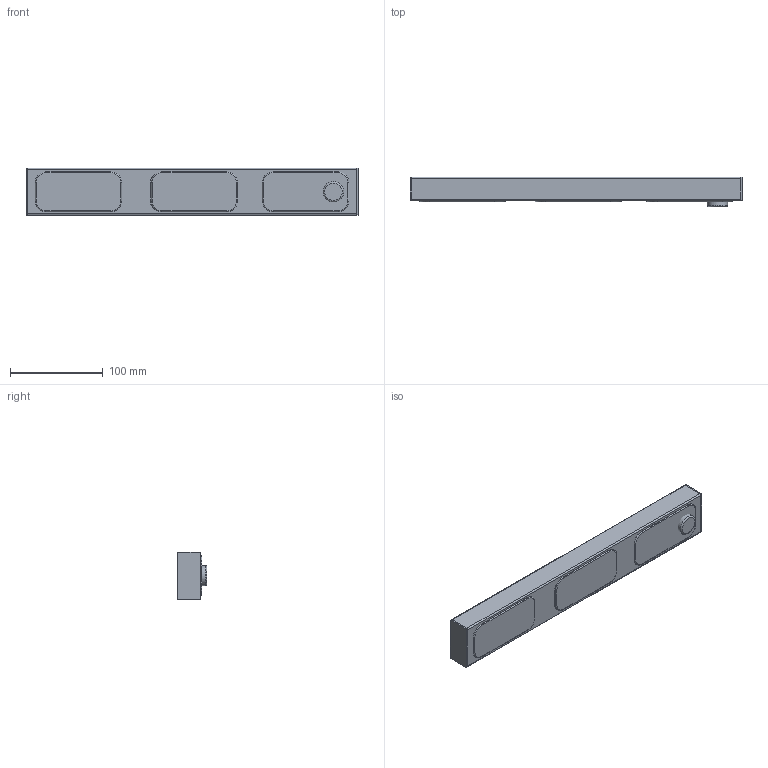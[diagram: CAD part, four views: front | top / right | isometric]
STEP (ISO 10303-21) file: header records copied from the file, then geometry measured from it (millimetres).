
FILE_DESCRIPTION(/* description */ (''),/* implementation_level */ '2;1');
FILE_NAME(/* name */ 'BTTF Clock.step',/* time_stamp */ '2017-02-28T22:53:21+13:00',/* author */ (''),/* organization */ (''),/* preprocessor_version */ 'ST-DEVELOPER v16.5',/* originating_system */ 'Autodesk Translation Framework v5.2.0.2920',/* authorisation */ '');
FILE_SCHEMA (('AUTOMOTIVE_DESIGN { 1 0 10303 214 3 1 1 }'));
Length unit declared in the file: millimetre
Products named in the file (7): Clock v37; Enclosure; PCB Mount; Back cap; End cap; Rotary encoder knob; Light sensor plug v4
Assembly tree (9 placements, depth 2):
  Clock v37
    Enclosure
    End cap  x2
    Back cap  x3
    PCB Mount
    Rotary encoder knob
    Light sensor plug v4
Bounding box: 358 x 32 x 51.25 mm (x, y, z)
Volume: 76167.3 mm3; surface area: 107245.8 mm2
Topology: 9 solids, 9 shells, 266 faces, 676 edges, 442 vertices
Faces by surface type: plane 160, cylinder 90, torus 15, cone 1
Full cylindrical faces by diameter (mm): 3 x4, 6 x1, 6.9 x1, 18 x1, 22 x1
Entity records: 5528 total; most frequent: DIRECTION 950, CARTESIAN_POINT 928, ORIENTED_EDGE 882, EDGE_CURVE 441, AXIS2_PLACEMENT_3D 319, LINE 312, VECTOR 312, VERTEX_POINT 297
